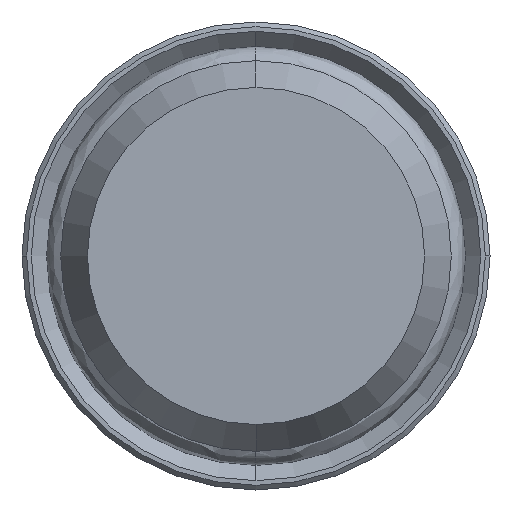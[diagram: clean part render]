
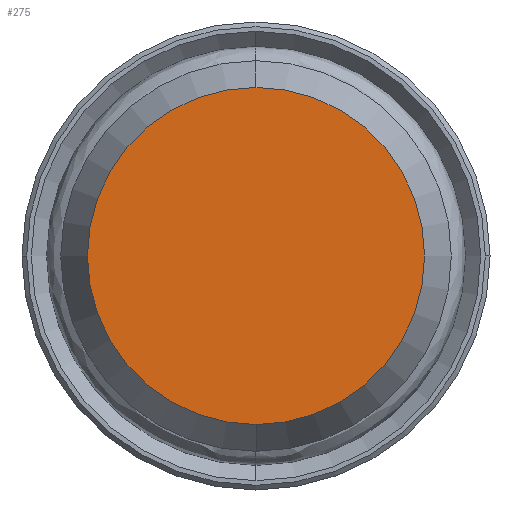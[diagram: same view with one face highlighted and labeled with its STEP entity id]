
A CAD part, front view. The second image highlights one B-rep face of the part: STEP entity #275.
In plain terms, the highlighted planar face has unit normal (0, -1, 0).
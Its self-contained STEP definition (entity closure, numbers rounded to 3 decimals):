
#44 = AXIS2_PLACEMENT_3D ( 'NONE', #2053, #1856, #963 ) ;
#55 = EDGE_LOOP ( 'NONE', ( #534, #974 ) ) ;
#72 = CARTESIAN_POINT ( 'NONE',  ( -9.111, 0., 9.111 ) ) ;
#113 = VERTEX_POINT ( 'NONE', #177 ) ;
#131 = AXIS2_PLACEMENT_3D ( 'NONE', #2251, #1860, #791 ) ;
#177 = CARTESIAN_POINT ( 'NONE',  ( 0., 0., -9.003 ) ) ;
#259 = EDGE_CURVE ( 'NONE', #1729, #113, #1367, .T. ) ;
#275 = ADVANCED_FACE ( 'NONE', ( #2006 ), #1145, .T. ) ;
#430 = DIRECTION ( 'NONE',  ( 0., -1., 0. ) ) ;
#534 = ORIENTED_EDGE ( 'NONE', *, *, #259, .T. ) ;
#791 = DIRECTION ( 'NONE',  ( 0., 0., 1. ) ) ;
#843 = AXIS2_PLACEMENT_3D ( 'NONE', #72, #430, #2252 ) ;
#963 = DIRECTION ( 'NONE',  ( 0., 0., 1. ) ) ;
#974 = ORIENTED_EDGE ( 'NONE', *, *, #1678, .T. ) ;
#1127 = CIRCLE ( 'NONE', #131, 9.003 ) ;
#1145 = PLANE ( 'NONE',  #843 ) ;
#1367 = CIRCLE ( 'NONE', #44, 9.003 ) ;
#1678 = EDGE_CURVE ( 'NONE', #113, #1729, #1127, .T. ) ;
#1729 = VERTEX_POINT ( 'NONE', #1908 ) ;
#1856 = DIRECTION ( 'NONE',  ( 0., -1., 0. ) ) ;
#1860 = DIRECTION ( 'NONE',  ( 0., -1., 0. ) ) ;
#1908 = CARTESIAN_POINT ( 'NONE',  ( 0., 0., 9.003 ) ) ;
#2006 = FACE_OUTER_BOUND ( 'NONE', #55, .T. ) ;
#2053 = CARTESIAN_POINT ( 'NONE',  ( 0., 0., 0. ) ) ;
#2251 = CARTESIAN_POINT ( 'NONE',  ( 0., 0., 0. ) ) ;
#2252 = DIRECTION ( 'NONE',  ( 0., 0., -1. ) ) ;
